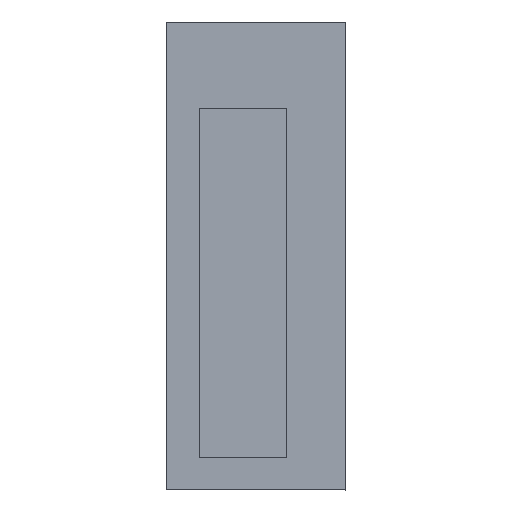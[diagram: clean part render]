
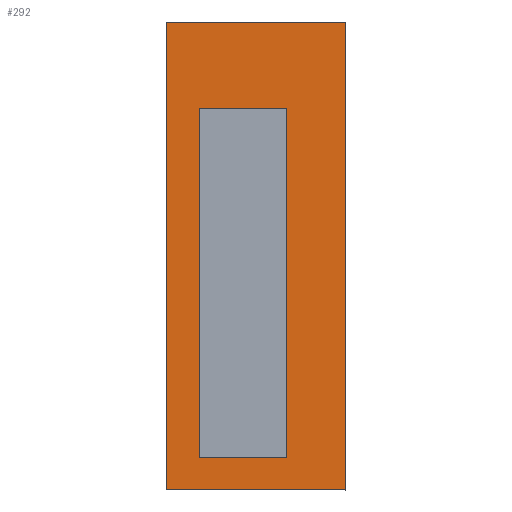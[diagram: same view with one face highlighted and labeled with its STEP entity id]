
A CAD part, top view. The second image highlights one B-rep face of the part: STEP entity #292.
In plain terms, the highlighted planar face has unit normal (0, 0, 1).
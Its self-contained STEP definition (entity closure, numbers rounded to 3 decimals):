
#42=CARTESIAN_POINT('',(-32.353,-11.192,1.309));
#43=VERTEX_POINT('',#42);
#50=CARTESIAN_POINT('',(-32.353,11.192,1.309));
#51=VERTEX_POINT('',#50);
#52=CARTESIAN_POINT('',(-32.353,-11.192,1.309));
#53=DIRECTION('',(0.,1.,0.));
#54=VECTOR('',#53,22.384);
#55=LINE('',#52,#54);
#56=EDGE_CURVE('',#43,#51,#55,.T.);
#81=CARTESIAN_POINT('',(-37.937,11.192,1.309));
#82=VERTEX_POINT('',#81);
#83=CARTESIAN_POINT('',(-32.353,11.192,1.309));
#84=DIRECTION('',(-1.,0.,0.));
#85=VECTOR('',#84,5.584);
#86=LINE('',#83,#85);
#87=EDGE_CURVE('',#51,#82,#86,.T.);
#112=CARTESIAN_POINT('',(-37.937,-11.192,1.309));
#113=VERTEX_POINT('',#112);
#114=CARTESIAN_POINT('',(-37.937,11.192,1.309));
#115=DIRECTION('',(0.,-1.,0.));
#116=VECTOR('',#115,22.384);
#117=LINE('',#114,#116);
#118=EDGE_CURVE('',#82,#113,#117,.T.);
#141=CARTESIAN_POINT('',(-37.937,-11.192,1.309));
#142=DIRECTION('',(1.,0.,-0.));
#143=VECTOR('',#142,5.584);
#144=LINE('',#141,#143);
#145=EDGE_CURVE('',#113,#43,#144,.T.);
#166=CARTESIAN_POINT('',(-28.537,-13.292,1.309));
#167=VERTEX_POINT('',#166);
#174=CARTESIAN_POINT('',(-40.037,-13.292,1.309));
#175=VERTEX_POINT('',#174);
#176=CARTESIAN_POINT('',(-40.037,-13.292,1.309));
#177=DIRECTION('',(1.,0.,-0.));
#178=VECTOR('',#177,11.5);
#179=LINE('',#176,#178);
#180=EDGE_CURVE('',#175,#167,#179,.T.);
#204=CARTESIAN_POINT('',(-28.537,16.708,1.309));
#205=VERTEX_POINT('',#204);
#212=CARTESIAN_POINT('',(-28.537,-13.292,1.309));
#213=DIRECTION('',(0.,1.,0.));
#214=VECTOR('',#213,30.);
#215=LINE('',#212,#214);
#216=EDGE_CURVE('',#167,#205,#215,.T.);
#235=CARTESIAN_POINT('',(-40.037,16.708,1.309));
#236=VERTEX_POINT('',#235);
#243=CARTESIAN_POINT('',(-28.537,16.708,1.309));
#244=DIRECTION('',(-1.,-0.,0.));
#245=VECTOR('',#244,11.5);
#246=LINE('',#243,#245);
#247=EDGE_CURVE('',#205,#236,#246,.T.);
#265=CARTESIAN_POINT('',(-40.037,16.708,1.309));
#266=DIRECTION('',(-0.,-1.,-0.));
#267=VECTOR('',#266,30.);
#268=LINE('',#265,#267);
#269=EDGE_CURVE('',#236,#175,#268,.T.);
#275=CARTESIAN_POINT('',(-61.237,0.,1.309));
#276=DIRECTION('',(0.,0.,1.));
#277=DIRECTION('',(1.,0.,-0.));
#278=AXIS2_PLACEMENT_3D('',#275,#276,#277);
#279=PLANE('',#278);
#280=ORIENTED_EDGE('',*,*,#56,.F.);
#281=ORIENTED_EDGE('',*,*,#145,.F.);
#282=ORIENTED_EDGE('',*,*,#118,.F.);
#283=ORIENTED_EDGE('',*,*,#87,.F.);
#284=EDGE_LOOP('',(#280,#281,#282,#283));
#285=FACE_BOUND('',#284,.T.);
#286=ORIENTED_EDGE('',*,*,#180,.T.);
#287=ORIENTED_EDGE('',*,*,#216,.T.);
#288=ORIENTED_EDGE('',*,*,#247,.T.);
#289=ORIENTED_EDGE('',*,*,#269,.T.);
#290=EDGE_LOOP('',(#286,#287,#288,#289));
#291=FACE_BOUND('',#290,.T.);
#292=ADVANCED_FACE('',(#285,#291),#279,.T.);
